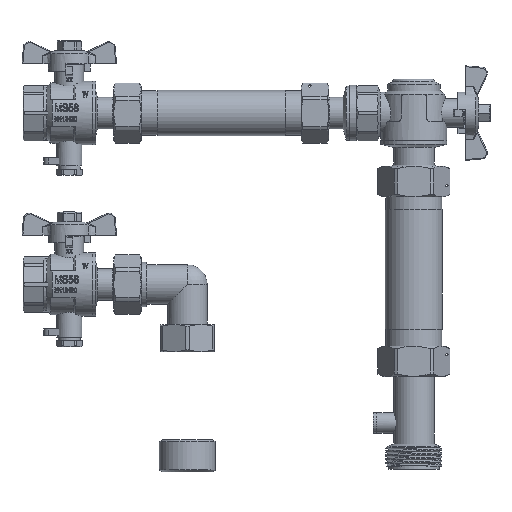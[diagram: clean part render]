
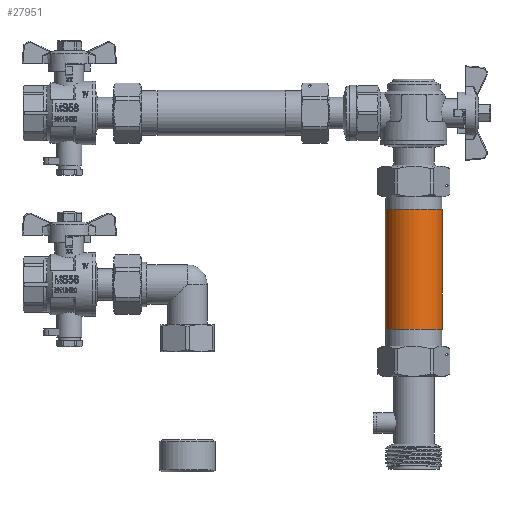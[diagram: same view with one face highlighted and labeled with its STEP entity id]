
A CAD part, top view. The second image highlights one B-rep face of the part: STEP entity #27951.
In plain terms, the highlighted cylindrical face has radius 16.85 mm (diameter 33.7 mm), a full revolution.
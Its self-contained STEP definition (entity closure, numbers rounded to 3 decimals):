
#5469=CYLINDRICAL_SURFACE('',#33531,16.85);
#13455=ORIENTED_EDGE('',*,*,#17466,.T.);
#13456=ORIENTED_EDGE('',*,*,#17467,.F.);
#17466=EDGE_CURVE('',#20233,#20233,#21072,.T.);
#17467=EDGE_CURVE('',#20234,#20234,#21073,.T.);
#20233=VERTEX_POINT('',#59914);
#20234=VERTEX_POINT('',#59916);
#21072=CIRCLE('',#33532,16.85);
#21073=CIRCLE('',#33533,16.85);
#23107=EDGE_LOOP('',(#13455));
#23108=EDGE_LOOP('',(#13456));
#25155=FACE_BOUND('',#23107,.T.);
#25156=FACE_BOUND('',#23108,.T.);
#27951=ADVANCED_FACE('',(#25155,#25156),#5469,.T.);
#33531=AXIS2_PLACEMENT_3D('',#59912,#42707,#42708);
#33532=AXIS2_PLACEMENT_3D('',#59913,#42709,#42710);
#33533=AXIS2_PLACEMENT_3D('',#59915,#42711,#42712);
#42707=DIRECTION('',(0.,1.,0.));
#42708=DIRECTION('',(0.,0.,1.));
#42709=DIRECTION('',(0.,1.,0.));
#42710=DIRECTION('',(1.,0.,0.));
#42711=DIRECTION('',(0.,1.,0.));
#42712=DIRECTION('',(0.,0.,-1.));
#59912=CARTESIAN_POINT('',(0.,-52.5,0.));
#59913=CARTESIAN_POINT('',(0.,-35.5,0.));
#59914=CARTESIAN_POINT('',(16.85,-35.5,0.));
#59915=CARTESIAN_POINT('',(0.,35.5,0.));
#59916=CARTESIAN_POINT('',(0.,35.5,-16.85));
